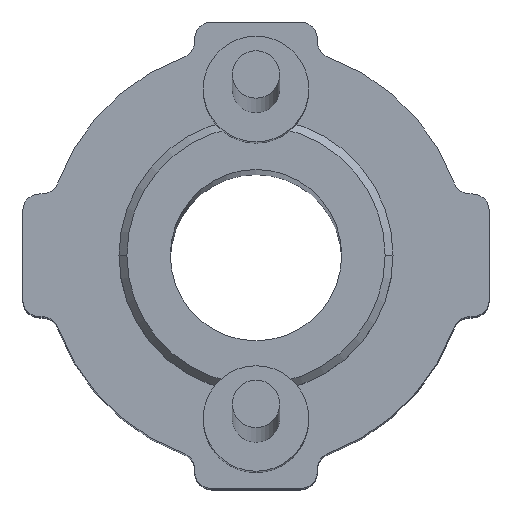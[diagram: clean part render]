
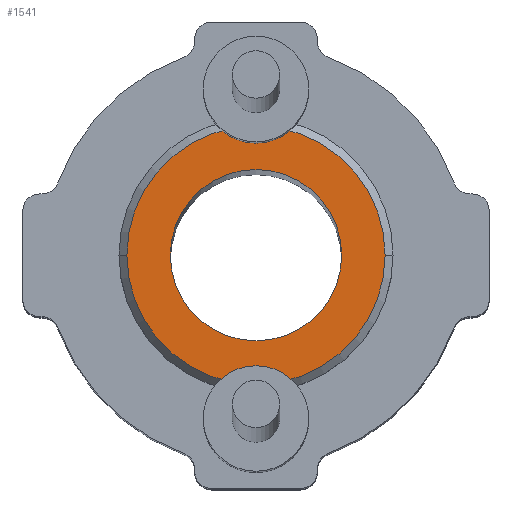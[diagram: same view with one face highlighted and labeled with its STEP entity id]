
A CAD part, top view. The second image highlights one B-rep face of the part: STEP entity #1541.
In plain terms, the highlighted planar face has unit normal (0, 0, 1).
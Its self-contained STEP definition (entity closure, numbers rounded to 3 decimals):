
#40 = DIRECTION ( 'NONE',  ( 0., 0., 1. ) ) ;
#249 = AXIS2_PLACEMENT_3D ( 'NONE', #4105, #1296, #4569 ) ;
#454 = FACE_BOUND ( 'NONE', #3650, .T. ) ;
#910 = ORIENTED_EDGE ( 'NONE', *, *, #2185, .F. ) ;
#1102 = EDGE_CURVE ( 'NONE', #5162, #2662, #2345, .T. ) ;
#1118 = DIRECTION ( 'NONE',  ( 0., 0., 1. ) ) ;
#1294 = EDGE_LOOP ( 'NONE', ( #2334, #3442 ) ) ;
#1296 = DIRECTION ( 'NONE',  ( 0., 0., 1. ) ) ;
#1541 = ADVANCED_FACE ( 'NONE', ( #3916, #454 ), #3869, .T. ) ;
#1610 = CARTESIAN_POINT ( 'NONE',  ( 0., 0., 113. ) ) ;
#1792 = EDGE_CURVE ( 'NONE', #2662, #5162, #2172, .T. ) ;
#1990 = CARTESIAN_POINT ( 'NONE',  ( 0., 0., 113. ) ) ;
#2089 = DIRECTION ( 'NONE',  ( 1., 0., 0. ) ) ;
#2172 = CIRCLE ( 'NONE', #5456, 4.9 ) ;
#2185 = EDGE_CURVE ( 'NONE', #5528, #2249, #3645, .T. ) ;
#2249 = VERTEX_POINT ( 'NONE', #4161 ) ;
#2334 = ORIENTED_EDGE ( 'NONE', *, *, #1102, .T. ) ;
#2345 = CIRCLE ( 'NONE', #3365, 4.9 ) ;
#2467 = DIRECTION ( 'NONE',  ( 1., 0., 0. ) ) ;
#2662 = VERTEX_POINT ( 'NONE', #4572 ) ;
#2859 = CARTESIAN_POINT ( 'NONE',  ( 0., 0., 113. ) ) ;
#3306 = DIRECTION ( 'NONE',  ( 1., 0., 0. ) ) ;
#3365 = AXIS2_PLACEMENT_3D ( 'NONE', #1610, #4897, #2089 ) ;
#3442 = ORIENTED_EDGE ( 'NONE', *, *, #1792, .T. ) ;
#3447 = AXIS2_PLACEMENT_3D ( 'NONE', #2859, #40, #3306 ) ;
#3645 = CIRCLE ( 'NONE', #249, 3.25 ) ;
#3650 = EDGE_LOOP ( 'NONE', ( #5441, #910 ) ) ;
#3846 = EDGE_CURVE ( 'NONE', #2249, #5528, #6051, .T. ) ;
#3869 = PLANE ( 'NONE',  #5240 ) ;
#3915 = CARTESIAN_POINT ( 'NONE',  ( 0., 0., 113. ) ) ;
#3916 = FACE_OUTER_BOUND ( 'NONE', #1294, .T. ) ;
#4105 = CARTESIAN_POINT ( 'NONE',  ( 0., 0., 113. ) ) ;
#4161 = CARTESIAN_POINT ( 'NONE',  ( -3.25, 0., 113. ) ) ;
#4238 = CARTESIAN_POINT ( 'NONE',  ( 3.25, 0., 113. ) ) ;
#4399 = DIRECTION ( 'NONE',  ( 1., 0., 0. ) ) ;
#4569 = DIRECTION ( 'NONE',  ( 1., 0., 0. ) ) ;
#4572 = CARTESIAN_POINT ( 'NONE',  ( 4.9, 0., 113. ) ) ;
#4897 = DIRECTION ( 'NONE',  ( 0., 0., 1. ) ) ;
#5162 = VERTEX_POINT ( 'NONE', #5574 ) ;
#5240 = AXIS2_PLACEMENT_3D ( 'NONE', #3915, #1118, #4399 ) ;
#5269 = DIRECTION ( 'NONE',  ( 0., 0., 1. ) ) ;
#5441 = ORIENTED_EDGE ( 'NONE', *, *, #3846, .F. ) ;
#5456 = AXIS2_PLACEMENT_3D ( 'NONE', #1990, #5269, #2467 ) ;
#5528 = VERTEX_POINT ( 'NONE', #4238 ) ;
#5574 = CARTESIAN_POINT ( 'NONE',  ( -4.9, 0., 113. ) ) ;
#6051 = CIRCLE ( 'NONE', #3447, 3.25 ) ;
